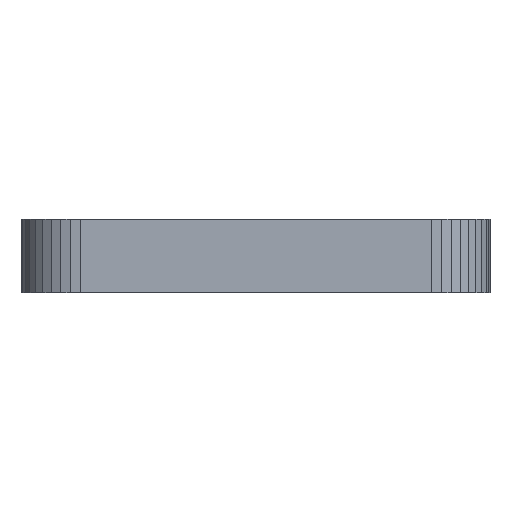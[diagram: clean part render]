
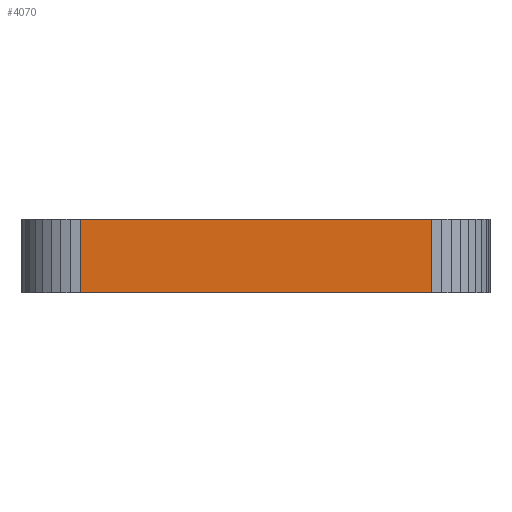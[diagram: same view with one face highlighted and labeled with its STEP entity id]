
A CAD part, front view. The second image highlights one B-rep face of the part: STEP entity #4070.
In plain terms, the highlighted planar face has unit normal (0, -1, 0).
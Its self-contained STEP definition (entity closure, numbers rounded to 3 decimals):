
#90 = PLANE('',#91);
#91 = AXIS2_PLACEMENT_3D('',#92,#93,#94);
#92 = CARTESIAN_POINT('',(148.236,-105.282,1.6));
#93 = DIRECTION('',(-0.,-0.,-1.));
#94 = DIRECTION('',(-1.,0.,0.));
#144 = PLANE('',#145);
#145 = AXIS2_PLACEMENT_3D('',#146,#147,#148);
#146 = CARTESIAN_POINT('',(148.236,-105.282,0.));
#147 = DIRECTION('',(-0.,-0.,-1.));
#148 = DIRECTION('',(-1.,0.,0.));
#953 = VERTEX_POINT('',#954);
#954 = CARTESIAN_POINT('',(152.311,-111.989,0.));
#968 = PLANE('',#969);
#969 = AXIS2_PLACEMENT_3D('',#970,#971,#972);
#970 = CARTESIAN_POINT('',(152.53,-111.965,0.));
#971 = DIRECTION('',(0.109,-0.994,0.));
#972 = DIRECTION('',(-0.994,-0.109,0.));
#980 = EDGE_CURVE('',#953,#981,#983,.T.);
#981 = VERTEX_POINT('',#982);
#982 = CARTESIAN_POINT('',(144.691,-111.989,0.));
#983 = SURFACE_CURVE('',#984,(#988,#995),.PCURVE_S1.);
#984 = LINE('',#985,#986);
#985 = CARTESIAN_POINT('',(152.311,-111.989,0.));
#986 = VECTOR('',#987,1.);
#987 = DIRECTION('',(-1.,0.,0.));
#988 = PCURVE('',#144,#989);
#989 = DEFINITIONAL_REPRESENTATION('',(#990),#994);
#990 = LINE('',#991,#992);
#991 = CARTESIAN_POINT('',(-4.075,-6.706));
#992 = VECTOR('',#993,1.);
#993 = DIRECTION('',(1.,0.));
#994 = ( GEOMETRIC_REPRESENTATION_CONTEXT(2) 
PARAMETRIC_REPRESENTATION_CONTEXT() REPRESENTATION_CONTEXT('2D SPACE',''
  ) );
#995 = PCURVE('',#996,#1001);
#996 = PLANE('',#997);
#997 = AXIS2_PLACEMENT_3D('',#998,#999,#1000);
#998 = CARTESIAN_POINT('',(152.311,-111.989,0.));
#999 = DIRECTION('',(0.,-1.,0.));
#1000 = DIRECTION('',(-1.,0.,0.));
#1001 = DEFINITIONAL_REPRESENTATION('',(#1002),#1006);
#1002 = LINE('',#1003,#1004);
#1003 = CARTESIAN_POINT('',(0.,-0.));
#1004 = VECTOR('',#1005,1.);
#1005 = DIRECTION('',(1.,0.));
#1006 = ( GEOMETRIC_REPRESENTATION_CONTEXT(2) 
PARAMETRIC_REPRESENTATION_CONTEXT() REPRESENTATION_CONTEXT('2D SPACE',''
  ) );
#1024 = PLANE('',#1025);
#1025 = AXIS2_PLACEMENT_3D('',#1026,#1027,#1028);
#1026 = CARTESIAN_POINT('',(144.691,-111.989,0.));
#1027 = DIRECTION('',(-0.087,-0.996,0.));
#1028 = DIRECTION('',(-0.996,0.087,0.));
#2307 = VERTEX_POINT('',#2308);
#2308 = CARTESIAN_POINT('',(152.311,-111.989,1.6));
#2329 = EDGE_CURVE('',#2307,#2330,#2332,.T.);
#2330 = VERTEX_POINT('',#2331);
#2331 = CARTESIAN_POINT('',(144.691,-111.989,1.6));
#2332 = SURFACE_CURVE('',#2333,(#2337,#2344),.PCURVE_S1.);
#2333 = LINE('',#2334,#2335);
#2334 = CARTESIAN_POINT('',(152.311,-111.989,1.6));
#2335 = VECTOR('',#2336,1.);
#2336 = DIRECTION('',(-1.,0.,0.));
#2337 = PCURVE('',#90,#2338);
#2338 = DEFINITIONAL_REPRESENTATION('',(#2339),#2343);
#2339 = LINE('',#2340,#2341);
#2340 = CARTESIAN_POINT('',(-4.075,-6.706));
#2341 = VECTOR('',#2342,1.);
#2342 = DIRECTION('',(1.,0.));
#2343 = ( GEOMETRIC_REPRESENTATION_CONTEXT(2) 
PARAMETRIC_REPRESENTATION_CONTEXT() REPRESENTATION_CONTEXT('2D SPACE',''
  ) );
#2344 = PCURVE('',#996,#2345);
#2345 = DEFINITIONAL_REPRESENTATION('',(#2346),#2350);
#2346 = LINE('',#2347,#2348);
#2347 = CARTESIAN_POINT('',(0.,-1.6));
#2348 = VECTOR('',#2349,1.);
#2349 = DIRECTION('',(1.,0.));
#2350 = ( GEOMETRIC_REPRESENTATION_CONTEXT(2) 
PARAMETRIC_REPRESENTATION_CONTEXT() REPRESENTATION_CONTEXT('2D SPACE',''
  ) );
#4020 = EDGE_CURVE('',#981,#2330,#4021,.T.);
#4021 = SURFACE_CURVE('',#4022,(#4026,#4033),.PCURVE_S1.);
#4022 = LINE('',#4023,#4024);
#4023 = CARTESIAN_POINT('',(144.691,-111.989,0.));
#4024 = VECTOR('',#4025,1.);
#4025 = DIRECTION('',(0.,0.,1.));
#4026 = PCURVE('',#1024,#4027);
#4027 = DEFINITIONAL_REPRESENTATION('',(#4028),#4032);
#4028 = LINE('',#4029,#4030);
#4029 = CARTESIAN_POINT('',(0.,0.));
#4030 = VECTOR('',#4031,1.);
#4031 = DIRECTION('',(0.,-1.));
#4032 = ( GEOMETRIC_REPRESENTATION_CONTEXT(2) 
PARAMETRIC_REPRESENTATION_CONTEXT() REPRESENTATION_CONTEXT('2D SPACE',''
  ) );
#4033 = PCURVE('',#996,#4034);
#4034 = DEFINITIONAL_REPRESENTATION('',(#4035),#4039);
#4035 = LINE('',#4036,#4037);
#4036 = CARTESIAN_POINT('',(7.62,0.));
#4037 = VECTOR('',#4038,1.);
#4038 = DIRECTION('',(0.,-1.));
#4039 = ( GEOMETRIC_REPRESENTATION_CONTEXT(2) 
PARAMETRIC_REPRESENTATION_CONTEXT() REPRESENTATION_CONTEXT('2D SPACE',''
  ) );
#4070 = ADVANCED_FACE('',(#4071),#996,.T.);
#4071 = FACE_BOUND('',#4072,.T.);
#4072 = EDGE_LOOP('',(#4073,#4094,#4095,#4096));
#4073 = ORIENTED_EDGE('',*,*,#4074,.T.);
#4074 = EDGE_CURVE('',#953,#2307,#4075,.T.);
#4075 = SURFACE_CURVE('',#4076,(#4080,#4087),.PCURVE_S1.);
#4076 = LINE('',#4077,#4078);
#4077 = CARTESIAN_POINT('',(152.311,-111.989,0.));
#4078 = VECTOR('',#4079,1.);
#4079 = DIRECTION('',(0.,0.,1.));
#4080 = PCURVE('',#996,#4081);
#4081 = DEFINITIONAL_REPRESENTATION('',(#4082),#4086);
#4082 = LINE('',#4083,#4084);
#4083 = CARTESIAN_POINT('',(0.,-0.));
#4084 = VECTOR('',#4085,1.);
#4085 = DIRECTION('',(0.,-1.));
#4086 = ( GEOMETRIC_REPRESENTATION_CONTEXT(2) 
PARAMETRIC_REPRESENTATION_CONTEXT() REPRESENTATION_CONTEXT('2D SPACE',''
  ) );
#4087 = PCURVE('',#968,#4088);
#4088 = DEFINITIONAL_REPRESENTATION('',(#4089),#4093);
#4089 = LINE('',#4090,#4091);
#4090 = CARTESIAN_POINT('',(0.22,0.));
#4091 = VECTOR('',#4092,1.);
#4092 = DIRECTION('',(0.,-1.));
#4093 = ( GEOMETRIC_REPRESENTATION_CONTEXT(2) 
PARAMETRIC_REPRESENTATION_CONTEXT() REPRESENTATION_CONTEXT('2D SPACE',''
  ) );
#4094 = ORIENTED_EDGE('',*,*,#2329,.T.);
#4095 = ORIENTED_EDGE('',*,*,#4020,.F.);
#4096 = ORIENTED_EDGE('',*,*,#980,.F.);
